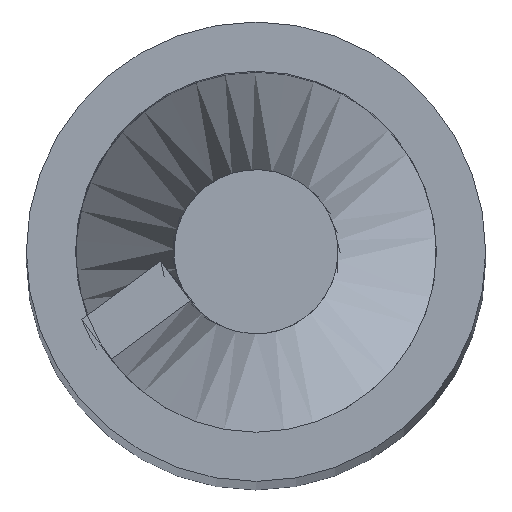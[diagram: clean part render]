
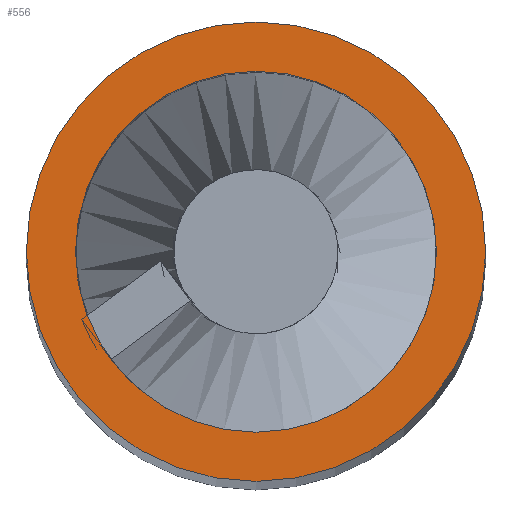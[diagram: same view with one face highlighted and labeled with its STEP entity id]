
A CAD part, top view. The second image highlights one B-rep face of the part: STEP entity #556.
In plain terms, the highlighted planar face has unit normal (0, 0, 1).
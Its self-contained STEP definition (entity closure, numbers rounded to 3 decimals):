
#69 = CARTESIAN_POINT ( 'NONE',  ( 0., 0., 150. ) ) ;
#184 = AXIS2_PLACEMENT_3D ( 'NONE', #739, #999, #1666 ) ;
#241 = ORIENTED_EDGE ( 'NONE', *, *, #2234, .F. ) ;
#301 = VERTEX_POINT ( 'NONE', #2570 ) ;
#377 = EDGE_LOOP ( 'NONE', ( #1112, #1406 ) ) ;
#407 = CARTESIAN_POINT ( 'NONE',  ( -7., 0., 150. ) ) ;
#506 = VERTEX_POINT ( 'NONE', #1128 ) ;
#556 = ADVANCED_FACE ( 'NONE', ( #2672, #3483 ), #3860, .T. ) ;
#722 = CARTESIAN_POINT ( 'NONE',  ( 0., 0., 150. ) ) ;
#738 = VERTEX_POINT ( 'NONE', #1722 ) ;
#739 = CARTESIAN_POINT ( 'NONE',  ( 0., 0., 150. ) ) ;
#812 = DIRECTION ( 'NONE',  ( 0., 0., 1. ) ) ;
#816 = CIRCLE ( 'NONE', #184, 5.5 ) ;
#999 = DIRECTION ( 'NONE',  ( 0., 0., 1. ) ) ;
#1035 = DIRECTION ( 'NONE',  ( 0., 0., 1. ) ) ;
#1112 = ORIENTED_EDGE ( 'NONE', *, *, #2274, .T. ) ;
#1128 = CARTESIAN_POINT ( 'NONE',  ( -5.5, 0., 150. ) ) ;
#1132 = AXIS2_PLACEMENT_3D ( 'NONE', #722, #1035, #1963 ) ;
#1156 = DIRECTION ( 'NONE',  ( 1., 0., 0. ) ) ;
#1247 = AXIS2_PLACEMENT_3D ( 'NONE', #2292, #812, #1382 ) ;
#1314 = CIRCLE ( 'NONE', #2897, 7. ) ;
#1382 = DIRECTION ( 'NONE',  ( 1., 0., 0. ) ) ;
#1406 = ORIENTED_EDGE ( 'NONE', *, *, #2575, .T. ) ;
#1666 = DIRECTION ( 'NONE',  ( 1., 0., 0. ) ) ;
#1722 = CARTESIAN_POINT ( 'NONE',  ( 7., 0., 150. ) ) ;
#1825 = CIRCLE ( 'NONE', #1132, 5.5 ) ;
#1963 = DIRECTION ( 'NONE',  ( 1., 0., 0. ) ) ;
#2234 = EDGE_CURVE ( 'NONE', #506, #301, #1825, .T. ) ;
#2274 = EDGE_CURVE ( 'NONE', #3081, #738, #3406, .T. ) ;
#2292 = CARTESIAN_POINT ( 'NONE',  ( 0., 0., 150. ) ) ;
#2359 = EDGE_CURVE ( 'NONE', #301, #506, #816, .T. ) ;
#2498 = DIRECTION ( 'NONE',  ( 1., 0., 0. ) ) ;
#2570 = CARTESIAN_POINT ( 'NONE',  ( 5.5, 0., 150. ) ) ;
#2575 = EDGE_CURVE ( 'NONE', #738, #3081, #1314, .T. ) ;
#2672 = FACE_BOUND ( 'NONE', #3023, .T. ) ;
#2834 = AXIS2_PLACEMENT_3D ( 'NONE', #3447, #3722, #2498 ) ;
#2875 = ORIENTED_EDGE ( 'NONE', *, *, #2359, .F. ) ;
#2897 = AXIS2_PLACEMENT_3D ( 'NONE', #69, #3386, #1156 ) ;
#3023 = EDGE_LOOP ( 'NONE', ( #2875, #241 ) ) ;
#3081 = VERTEX_POINT ( 'NONE', #407 ) ;
#3386 = DIRECTION ( 'NONE',  ( 0., 0., 1. ) ) ;
#3406 = CIRCLE ( 'NONE', #2834, 7. ) ;
#3447 = CARTESIAN_POINT ( 'NONE',  ( 0., 0., 150. ) ) ;
#3483 = FACE_OUTER_BOUND ( 'NONE', #377, .T. ) ;
#3722 = DIRECTION ( 'NONE',  ( 0., 0., 1. ) ) ;
#3860 = PLANE ( 'NONE',  #1247 ) ;
